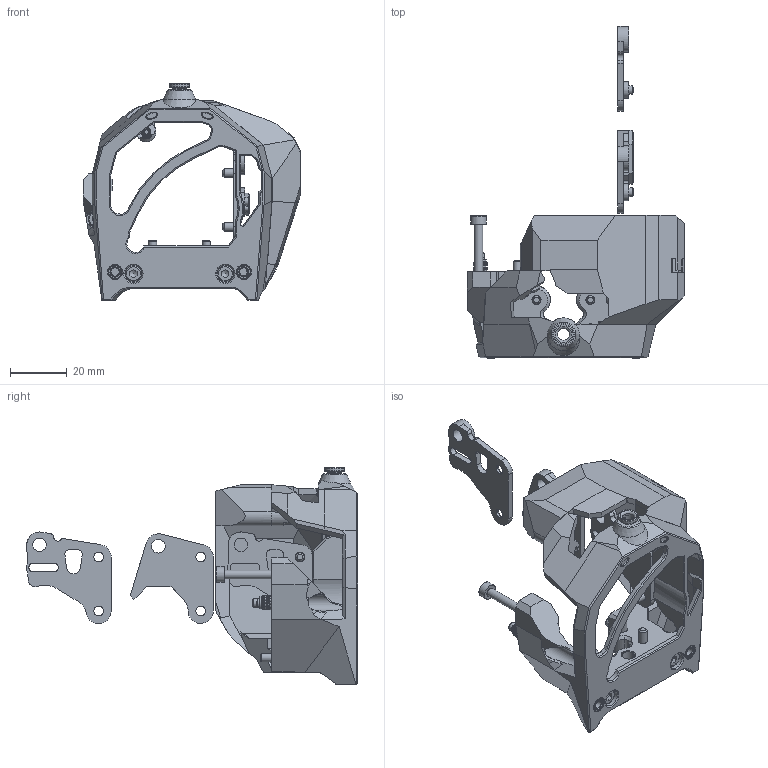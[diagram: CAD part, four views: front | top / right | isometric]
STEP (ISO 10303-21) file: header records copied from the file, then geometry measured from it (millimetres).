
FILE_DESCRIPTION(/* description */ (''),/* implementation_level */ '2;1');
FILE_NAME(/* name */ 'LGX_lite-CW2-SB_FDM.step',/* time_stamp */ '2024-01-02T12:07:23+01:00',/* author */ (''),/* organization */ (''),/* preprocessor_version */ 'ST-DEVELOPER v20',/* originating_system */ 'Autodesk Translation Framework v12.14.0.127',/* authorisation */ '');
FILE_SCHEMA (('AUTOMOTIVE_DESIGN { 1 0 10303 214 3 1 1 }'));
Products named in the file (20): LGX_lite-CW2-SB_FDM; Collet; Hartk CW2 AB pcb mount; Hartk CW2 SB pcb mount; Hartk CW2 AB ERCF pcb mount; Fasteners; M3x8_SHCS; ISO 7380-1 - M3 x 6; M3x20_SHCS; M3x30_SHCS; M3x6_SHCS; M3x30_SHCS (1); M3x16_SHCS; M3x10_SHCS; M3x6_FHCS; M3x12_SHCS; 10100-05_StealthBurner_Main_Body_FDM; 10100-06 StealthBurner PCB Cover; M3 Threaded Insert; 92605A114_NO THREADS_Stainless Steel Flat-Tip Set Screw
Assembly tree (32 placements, depth 3):
  LGX_lite-CW2-SB_FDM
    Collet
    Hartk CW2 AB pcb mount
    Hartk CW2 SB pcb mount
    Hartk CW2 AB ERCF pcb mount
    Fasteners
      M3 Threaded Insert  x7
      M3x30_SHCS (1)  x2
      M3x8_SHCS
      M3x16_SHCS  x2
      ISO 7380-1 - M3 x 6
      M3x20_SHCS
      M3x30_SHCS
      M3x6_FHCS  x2
      M3x12_SHCS  x4
      M3x6_SHCS
      M3x10_SHCS
    10100-05_StealthBurner_Main_Body_FDM
    10100-06 StealthBurner PCB Cover
    M3 Threaded Insert
    92605A114_NO THREADS_Stainless Steel Flat-Tip Set Screw
Bounding box: 76.78 x 116.99 x 76.33 mm (x, y, z)
Volume: 37639.1 mm3; surface area: 34165.1 mm2
Topology: 27 solids, 27 shells, 3905 faces, 9816 edges, 6395 vertices
Faces by surface type: plane 2308, bspline 693, cylinder 521, cone 290, torus 69, sphere 24
Full cylindrical faces by diameter (mm): 2.8 x1, 2.9 x10, 3 x13, 3.059 x1, 3.2 x4, 3.3 x5, 3.4 x9, 4.1 x8, 4.2 x1, 4.25 x16, 4.6 x5, 4.7 x2, 4.8 x3, 4.9 x1, 5.009 x1, 5.5 x9, 5.7 x1, 5.8 x1, 6 x6, 7 x1, 7.6 x1, 9 x2
Entity records: 61329 total; most frequent: CARTESIAN_POINT 18774, ORIENTED_EDGE 8880, DIRECTION 8439, EDGE_CURVE 4440, VERTEX_POINT 2846, AXIS2_PLACEMENT_3D 2841, LINE 2757, VECTOR 2757
